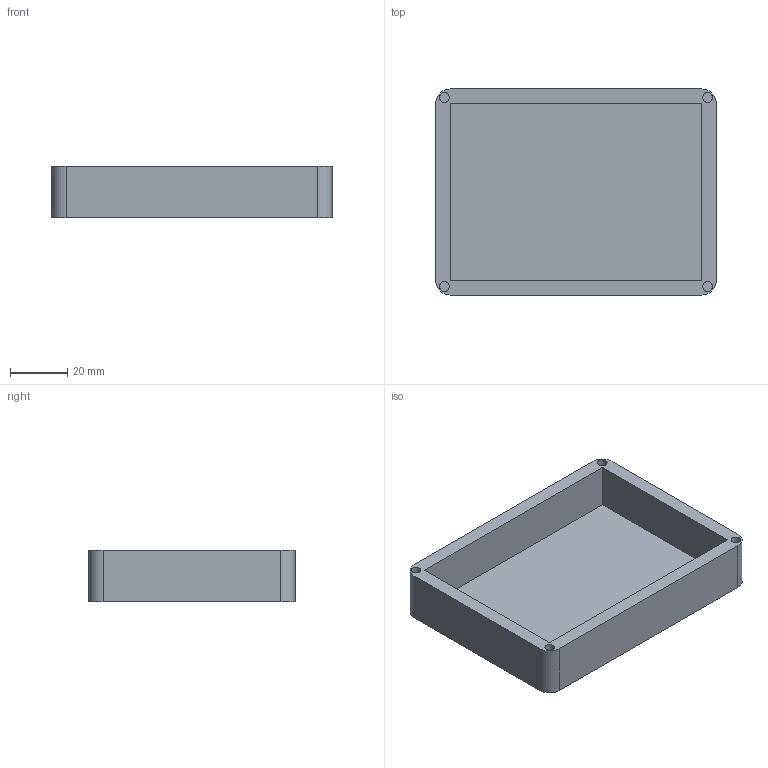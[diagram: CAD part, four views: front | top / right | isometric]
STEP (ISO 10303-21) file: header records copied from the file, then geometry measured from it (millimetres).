
FILE_DESCRIPTION(/* description */ (''),/* implementation_level */ '2;1');
FILE_NAME(/* name */ 'macropad case w screwholes.step',/* time_stamp */ '2025-11-17T19:57:12-08:00',/* author */ (''),/* organization */ (''),/* preprocessor_version */ 'ST-DEVELOPER v20.1',/* originating_system */ 'Autodesk Translation Framework v14.17.0.0',/* authorisation */ '');
FILE_SCHEMA (('AUTOMOTIVE_DESIGN { 1 0 10303 214 3 1 1 }'));
Length unit declared in the file: millimetre
Products named in the file (2): macropad case; plate
Assembly tree (1 placements, depth 2):
  macropad case
    plate
Bounding box: 98.26 x 72.25 x 18 mm (x, y, z)
Volume: 38912.8 mm3; surface area: 25639.4 mm2
Topology: 1 solids, 1 shells, 23 faces, 48 edges, 32 vertices
Faces by surface type: plane 15, cylinder 8
Full cylindrical faces by diameter (mm): 3.4 x4
Entity records: 671 total; most frequent: DIRECTION 116, CARTESIAN_POINT 106, ORIENTED_EDGE 96, EDGE_CURVE 48, AXIS2_PLACEMENT_3D 42, LINE 32, VECTOR 32, VERTEX_POINT 32
